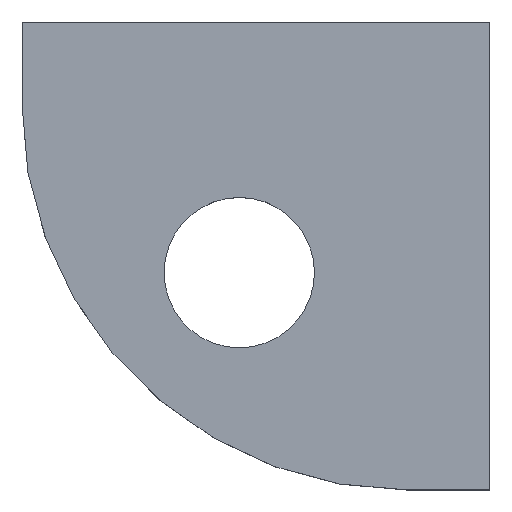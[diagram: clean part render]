
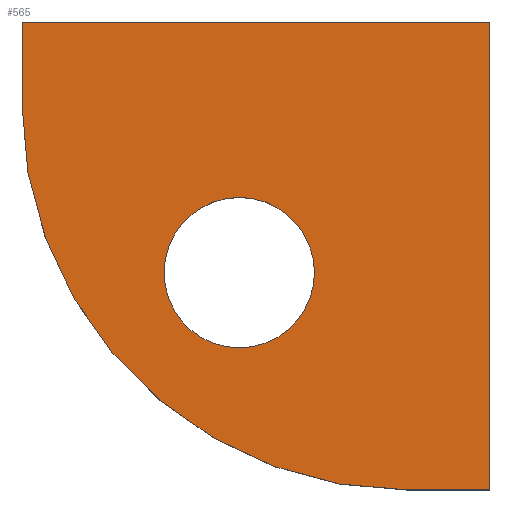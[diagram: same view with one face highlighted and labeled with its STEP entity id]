
A CAD part, top view. The second image highlights one B-rep face of the part: STEP entity #565.
In plain terms, the highlighted planar face has unit normal (0, 0, 1).
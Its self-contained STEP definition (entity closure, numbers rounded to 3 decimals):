
#14 = PLANE ( 'NONE',  #689 ) ;
#15 = FACE_BOUND ( 'NONE', #140, .T. ) ;
#23 = CARTESIAN_POINT ( 'NONE',  ( -28., -5., 0. ) ) ;
#33 = CARTESIAN_POINT ( 'NONE',  ( -28., -15.675, 0. ) ) ;
#44 = EDGE_CURVE ( 'NONE', #627, #123, #138, .T. ) ;
#103 = DIRECTION ( 'NONE',  ( 1., 0., 0. ) ) ;
#105 = LINE ( 'NONE', #33, #675 ) ;
#111 = ORIENTED_EDGE ( 'NONE', *, *, #267, .T. ) ;
#116 = CARTESIAN_POINT ( 'NONE',  ( -28., 0., 0. ) ) ;
#123 = VERTEX_POINT ( 'NONE', #512 ) ;
#128 = AXIS2_PLACEMENT_3D ( 'NONE', #692, #321, #363 ) ;
#133 = DIRECTION ( 'NONE',  ( 1., 0., 0. ) ) ;
#138 = CIRCLE ( 'NONE', #596, 23. ) ;
#140 = EDGE_LOOP ( 'NONE', ( #111, #296 ) ) ;
#147 = DIRECTION ( 'NONE',  ( 0., 0., -1. ) ) ;
#155 = DIRECTION ( 'NONE',  ( 0., -1., 0. ) ) ;
#177 = CARTESIAN_POINT ( 'NONE',  ( -19.5, -15., 0. ) ) ;
#188 = CARTESIAN_POINT ( 'NONE',  ( -18.204, -28., 0. ) ) ;
#195 = DIRECTION ( 'NONE',  ( 1., 0., 0. ) ) ;
#203 = VERTEX_POINT ( 'NONE', #177 ) ;
#209 = VECTOR ( 'NONE', #410, 1000. ) ;
#219 = LINE ( 'NONE', #606, #391 ) ;
#240 = LINE ( 'NONE', #642, #508 ) ;
#246 = LINE ( 'NONE', #188, #209 ) ;
#260 = DIRECTION ( 'NONE',  ( 1., 0., 0. ) ) ;
#267 = EDGE_CURVE ( 'NONE', #416, #203, #691, .T. ) ;
#271 = AXIS2_PLACEMENT_3D ( 'NONE', #637, #147, #195 ) ;
#291 = CARTESIAN_POINT ( 'NONE',  ( -18.204, -15.675, 0. ) ) ;
#292 = CARTESIAN_POINT ( 'NONE',  ( 0., -28., 0. ) ) ;
#296 = ORIENTED_EDGE ( 'NONE', *, *, #656, .T. ) ;
#321 = DIRECTION ( 'NONE',  ( 0., 0., -1. ) ) ;
#348 = EDGE_CURVE ( 'NONE', #518, #626, #219, .T. ) ;
#363 = DIRECTION ( 'NONE',  ( 1., 0., 0. ) ) ;
#391 = VECTOR ( 'NONE', #260, 1000. ) ;
#401 = EDGE_LOOP ( 'NONE', ( #685, #513, #455, #633, #526 ) ) ;
#410 = DIRECTION ( 'NONE',  ( 1., 0., 0. ) ) ;
#416 = VERTEX_POINT ( 'NONE', #670 ) ;
#455 = ORIENTED_EDGE ( 'NONE', *, *, #589, .T. ) ;
#497 = FACE_OUTER_BOUND ( 'NONE', #401, .T. ) ;
#508 = VECTOR ( 'NONE', #644, 1000. ) ;
#512 = CARTESIAN_POINT ( 'NONE',  ( -5., -28., 0. ) ) ;
#513 = ORIENTED_EDGE ( 'NONE', *, *, #44, .T. ) ;
#518 = VERTEX_POINT ( 'NONE', #116 ) ;
#526 = ORIENTED_EDGE ( 'NONE', *, *, #348, .F. ) ;
#533 = CARTESIAN_POINT ( 'NONE',  ( 0., 0., 0. ) ) ;
#553 = DIRECTION ( 'NONE',  ( 0., 0., 1. ) ) ;
#565 = ADVANCED_FACE ( 'NONE', ( #15, #497 ), #14, .T. ) ;
#589 = EDGE_CURVE ( 'NONE', #123, #592, #246, .T. ) ;
#592 = VERTEX_POINT ( 'NONE', #292 ) ;
#596 = AXIS2_PLACEMENT_3D ( 'NONE', #706, #553, #103 ) ;
#606 = CARTESIAN_POINT ( 'NONE',  ( -18.859, 0., 0. ) ) ;
#626 = VERTEX_POINT ( 'NONE', #533 ) ;
#627 = VERTEX_POINT ( 'NONE', #23 ) ;
#628 = EDGE_CURVE ( 'NONE', #626, #592, #240, .T. ) ;
#633 = ORIENTED_EDGE ( 'NONE', *, *, #628, .F. ) ;
#637 = CARTESIAN_POINT ( 'NONE',  ( -15., -15., 0. ) ) ;
#642 = CARTESIAN_POINT ( 'NONE',  ( 0., 0., 0. ) ) ;
#644 = DIRECTION ( 'NONE',  ( 0., -1., 0. ) ) ;
#656 = EDGE_CURVE ( 'NONE', #203, #416, #683, .T. ) ;
#670 = CARTESIAN_POINT ( 'NONE',  ( -10.5, -15., 0. ) ) ;
#675 = VECTOR ( 'NONE', #155, 1000. ) ;
#683 = CIRCLE ( 'NONE', #128, 4.5 ) ;
#685 = ORIENTED_EDGE ( 'NONE', *, *, #709, .T. ) ;
#687 = DIRECTION ( 'NONE',  ( 0., 0., 1. ) ) ;
#689 = AXIS2_PLACEMENT_3D ( 'NONE', #291, #687, #133 ) ;
#691 = CIRCLE ( 'NONE', #271, 4.5 ) ;
#692 = CARTESIAN_POINT ( 'NONE',  ( -15., -15., 0. ) ) ;
#706 = CARTESIAN_POINT ( 'NONE',  ( -5., -5., 0. ) ) ;
#709 = EDGE_CURVE ( 'NONE', #518, #627, #105, .T. ) ;
